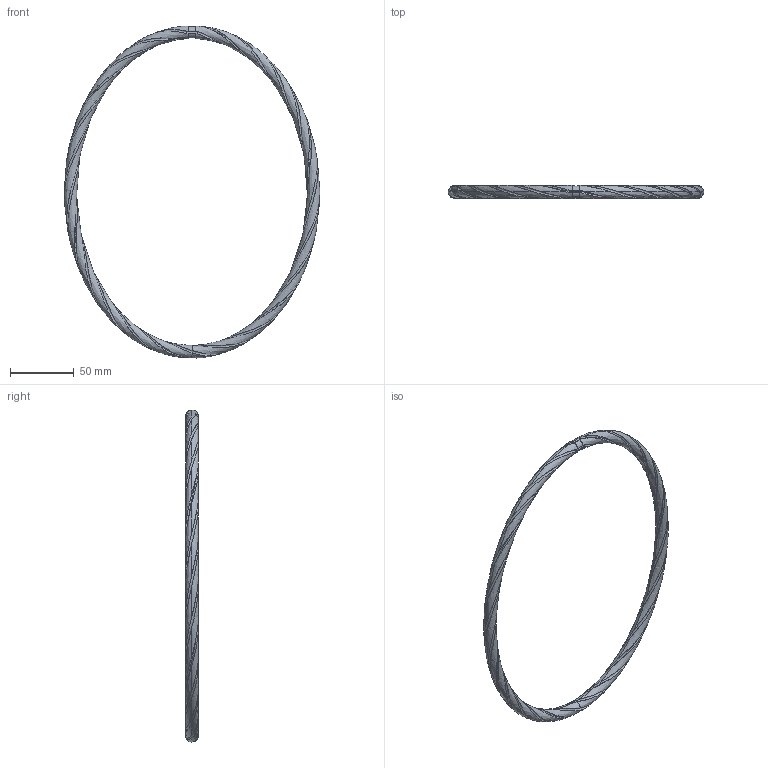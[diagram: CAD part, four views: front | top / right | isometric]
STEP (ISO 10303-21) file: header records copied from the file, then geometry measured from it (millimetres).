
FILE_DESCRIPTION (( 'STEP AP214' ), '1' );
FILE_NAME ('Quadruple Twist 3D Print Whole.STEP', '2025-07-24T13:31:19', ( '' ), ( '' ), 'SwSTEP 2.0', 'SolidWorks 2024', '' );
FILE_SCHEMA (( 'AUTOMOTIVE_DESIGN' ));
Length unit declared in the file: millimetre
Products named in the file (1): Quadruple Twist 3D Print Whole
Bounding box: 199.99 x 10 x 259.77 mm (x, y, z)
Volume: 50286 mm3; surface area: 24552.2 mm2
Topology: 1 solids, 1 shells, 78 faces, 234 edges, 156 vertices
Faces by surface type: bspline 66, plane 8, cylinder 4
Entity records: 26311 total; most frequent: CARTESIAN_POINT 24888, ORIENTED_EDGE 468, EDGE_CURVE 234, B_SPLINE_CURVE_WITH_KNOTS 216, VERTEX_POINT 156, ADVANCED_FACE 78, EDGE_LOOP 78, FACE_OUTER_BOUND 78
